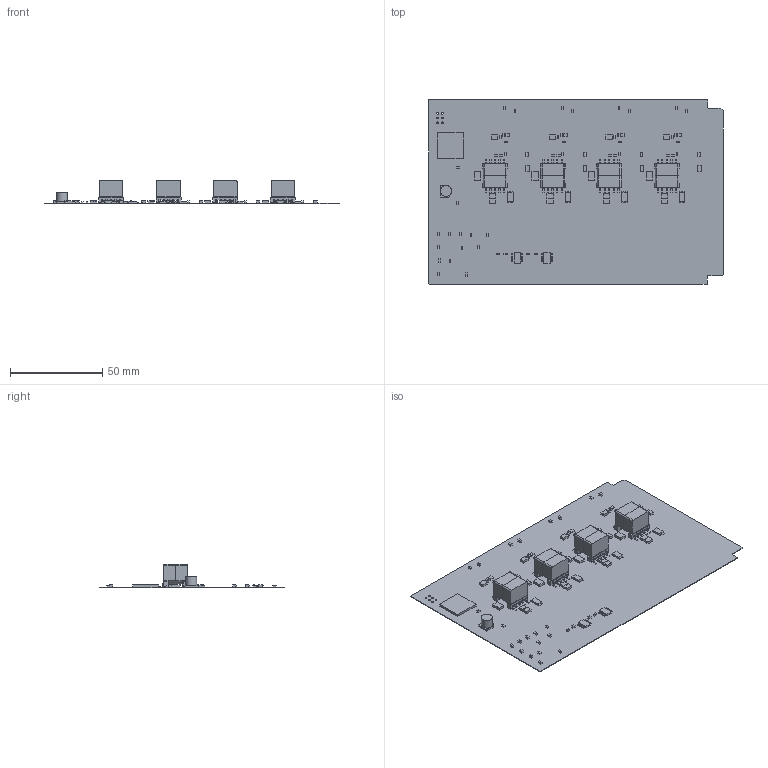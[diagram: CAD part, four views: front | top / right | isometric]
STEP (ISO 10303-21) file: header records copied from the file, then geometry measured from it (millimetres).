
FILE_DESCRIPTION(('Open CASCADE Model'),'2;1');
FILE_NAME('Open CASCADE Shape Model','2015-06-26T16:12:26',('Author'),( 'Open CASCADE'),'Open CASCADE STEP processor 6.8','Open CASCADE 6.8' ,'Unknown');
FILE_SCHEMA(('AUTOMOTIVE_DESIGN { 1 0 10303 214 1 1 1 1 }'));
Length unit declared in the file: millimetre
Products named in the file (129): PCB; Board; U2; 574394112; Extruded; 574394272; U1; R2; 574386432; R1; C3; 574386752; C2; U?; 853979200; RLED2; 574386272; RLED1; R_pu4; R_pu3; R_pu2; R_pu1; R_NTC; NTC; C1; 578375272; Cylinder; 574395072; AR2; AC5; 574387872; AC4; AC3; AC2; AC1; C11_LV4; 574393952; Rtc2_LV4; R7_LV4; R6_LV4 ...
Assembly tree (230 placements, depth 4):
  PCB
    Board
    U2
      574394112
        Extruded
      574394272  x8
        Extruded
    U1
      574394112
        Extruded
      574394272  x8
        Extruded
    R2
      574386432
        Extruded
    R1
      574386432
        Extruded
    C3
      574386752
        Extruded
    C2
      574386752
        Extruded
    U?
      853979200
        Extruded
    RLED2
      574386272
        Extruded
    RLED1
      574386272
        Extruded
    R_pu4
      574386272
        Extruded
    R_pu3
      574386272
        Extruded
    R_pu2
      574386272
        Extruded
    R_pu1
      574386272
        Extruded
    R_NTC
      574386272
        Extruded
    NTC
      574386272
        Extruded
    C1
      578375272
        Cylinder
      574395072
        Extruded
    AR2
      574386432
        Extruded
    AC5
Bounding box: 159.86 x 100 x 12.85 mm (x, y, z)
Volume: 12875.3 mm3; surface area: 42843 mm2
Topology: 128 solids, 128 shells, 1967 faces, 4701 edges, 3030 vertices
Faces by surface type: plane 1344, cylinder 487, bspline 72, torus 64
Full cylindrical faces by diameter (mm): 0.965 x6, 4.5 x8, 4.6 x4, 6 x1, 8.481 x4
Entity records: 44973 total; most frequent: CARTESIAN_POINT 19661, DIRECTION 4019, ORIENTED_EDGE 2086, PCURVE 2086, DEFINITIONAL_REPRESENTATION 2086, LINE 2059, VECTOR 2059, EDGE_CURVE 1043
